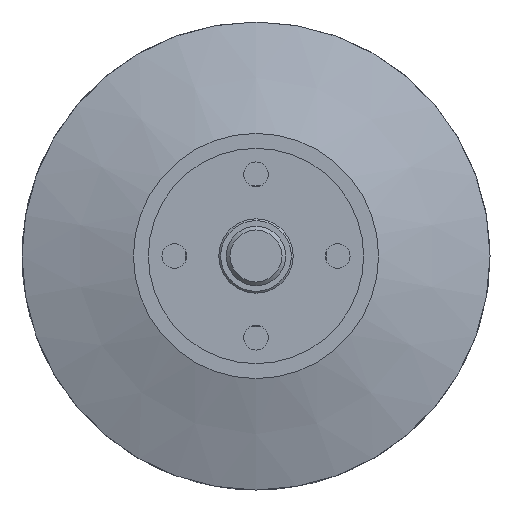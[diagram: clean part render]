
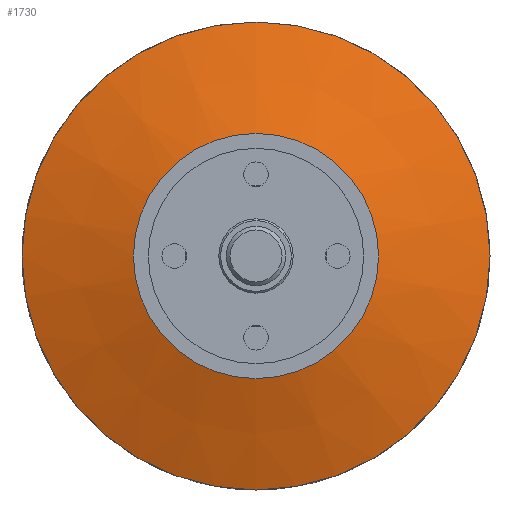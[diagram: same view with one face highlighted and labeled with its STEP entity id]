
A CAD part, left-side view. The second image highlights one B-rep face of the part: STEP entity #1730.
In plain terms, the highlighted conical face has half-angle 71.565 degrees and reference radius 24 mm.
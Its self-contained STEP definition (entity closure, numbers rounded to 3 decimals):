
#170=CONICAL_SURFACE('',#2000,24.,1.249);
#253=FACE_OUTER_BOUND('',#383,.T.);
#383=EDGE_LOOP('',(#1523,#1524,#1525,#1526));
#462=LINE('',#3121,#533);
#533=VECTOR('',#2527,24.);
#690=CIRCLE('',#1998,16.5);
#692=CIRCLE('',#2001,31.5);
#865=VERTEX_POINT('',#3115);
#867=VERTEX_POINT('',#3120);
#1091=EDGE_CURVE('',#865,#865,#690,.T.);
#1093=EDGE_CURVE('',#865,#867,#462,.T.);
#1094=EDGE_CURVE('',#867,#867,#692,.T.);
#1523=ORIENTED_EDGE('',*,*,#1091,.T.);
#1524=ORIENTED_EDGE('',*,*,#1093,.T.);
#1525=ORIENTED_EDGE('',*,*,#1094,.T.);
#1526=ORIENTED_EDGE('',*,*,#1093,.F.);
#1730=ADVANCED_FACE('',(#253),#170,.T.);
#1998=AXIS2_PLACEMENT_3D('',#3116,#2521,#2522);
#2000=AXIS2_PLACEMENT_3D('',#3119,#2525,#2526);
#2001=AXIS2_PLACEMENT_3D('',#3122,#2528,#2529);
#2521=DIRECTION('center_axis',(1.,0.,0.));
#2522=DIRECTION('ref_axis',(0.,0.,-1.));
#2525=DIRECTION('center_axis',(1.,0.,0.));
#2526=DIRECTION('ref_axis',(0.,0.,-1.));
#2527=DIRECTION('',(0.316,0.,0.949));
#2528=DIRECTION('center_axis',(-1.,0.,0.));
#2529=DIRECTION('ref_axis',(0.,0.,-1.));
#3115=CARTESIAN_POINT('',(-36.,0.,16.5));
#3116=CARTESIAN_POINT('Origin',(-36.,0.,0.));
#3119=CARTESIAN_POINT('Origin',(-33.5,0.,0.));
#3120=CARTESIAN_POINT('',(-31.,0.,31.5));
#3121=CARTESIAN_POINT('',(-33.5,0.,24.));
#3122=CARTESIAN_POINT('Origin',(-31.,0.,0.));
